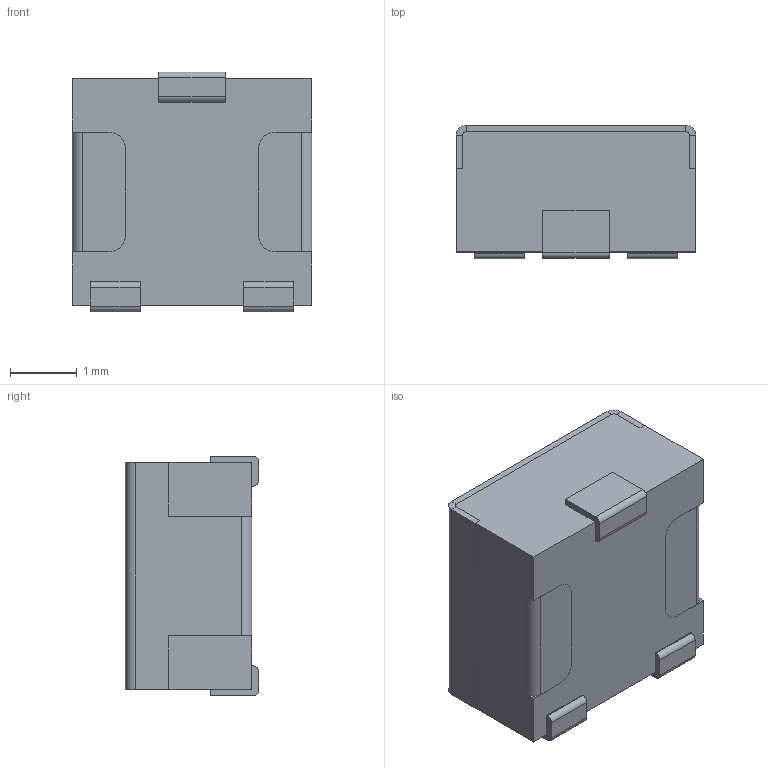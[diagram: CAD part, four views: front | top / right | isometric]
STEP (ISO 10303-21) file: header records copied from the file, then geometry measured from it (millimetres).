
FILE_DESCRIPTION (( 'STEP AP214' ), '1' );
FILE_NAME ('PVG3A202C01R00.STEP', '2021-08-18T01:50:48', ( '' ), ( '' ), 'SwSTEP 2.0', 'SolidWorks 2017', '' );
FILE_SCHEMA (( 'AUTOMOTIVE_DESIGN' ));
Length unit declared in the file: millimetre
Products named in the file (1): PVG3A202C01R00
Bounding box: 3.6 x 2 x 3.6 mm (x, y, z)
Volume: 22.5 mm3; surface area: 111.2 mm2
Topology: 6 solids, 6 shells, 160 faces, 392 edges, 250 vertices
Faces by surface type: plane 106, cylinder 52, cone 2
Entity records: 4759 total; most frequent: DIRECTION 824, CARTESIAN_POINT 809, ORIENTED_EDGE 784, EDGE_CURVE 392, VECTOR 278, LINE 278, AXIS2_PLACEMENT_3D 273, VERTEX_POINT 250
